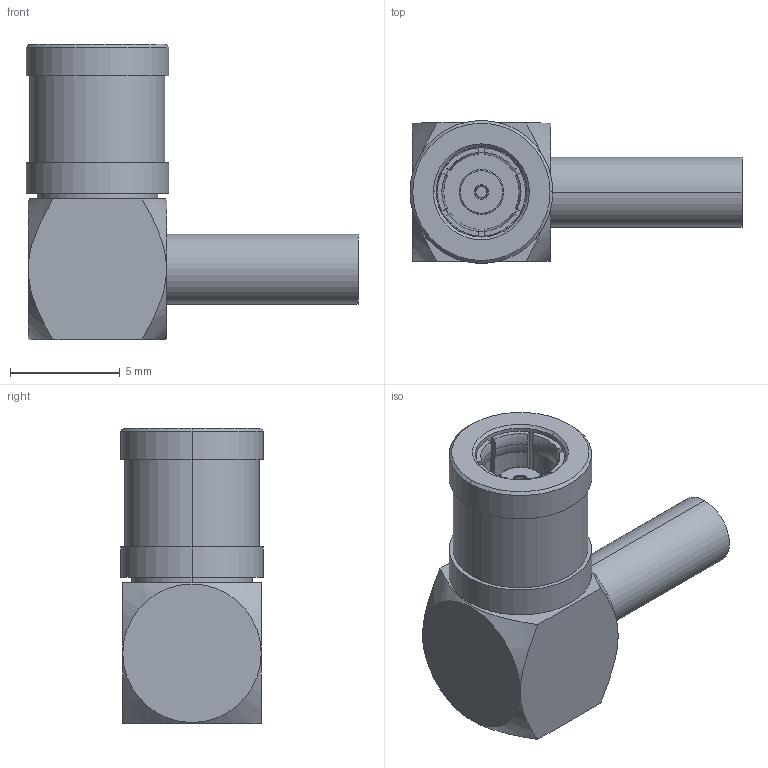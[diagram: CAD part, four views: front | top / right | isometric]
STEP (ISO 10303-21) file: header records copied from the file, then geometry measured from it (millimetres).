
FILE_DESCRIPTION (( 'STEP AP203' ), '1' );
FILE_NAME ('PE4159.step', '2018-05-16T16:42:57', ( '' ), ( '' ), 'SwSTEP 2.0', 'SolidWorks 2017', '' );
FILE_SCHEMA (( 'CONFIG_CONTROL_DESIGN' ));
Length unit declared in the file: inch
Products named in the file (1): PE4159
Bounding box: 15.11 x 6.5 x 13.44 mm (x, y, z)
Volume: 464.1 mm3; surface area: 791.6 mm2
Topology: 2 solids, 2 shells, 110 faces, 260 edges, 168 vertices
Faces by surface type: plane 46, cylinder 34, torus 16, cone 14
Entity records: 3445 total; most frequent: CARTESIAN_POINT 777, DIRECTION 570, ORIENTED_EDGE 520, EDGE_CURVE 260, AXIS2_PLACEMENT_3D 237, VERTEX_POINT 168, EDGE_LOOP 126, CIRCLE 126
